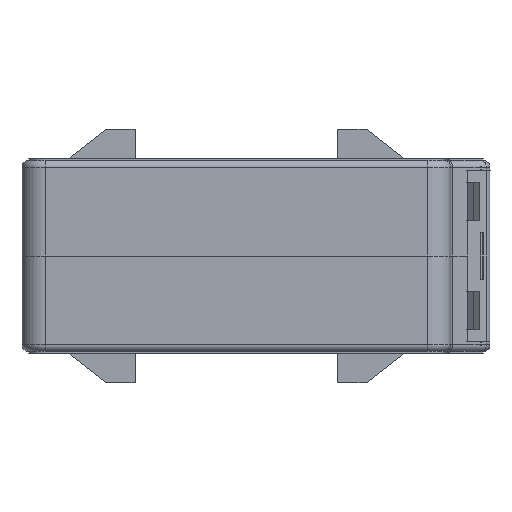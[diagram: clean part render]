
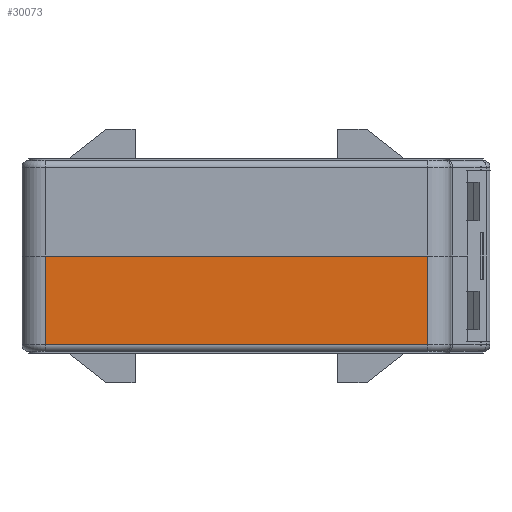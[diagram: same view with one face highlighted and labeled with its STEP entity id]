
A CAD part, front view. The second image highlights one B-rep face of the part: STEP entity #30073.
In plain terms, the highlighted planar face has unit normal (0, -1, 0).
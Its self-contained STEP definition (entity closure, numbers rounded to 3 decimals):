
#3501 = DIRECTION ( 'NONE',  ( 1., 0., 0. ) ) ;
#3962 = PLANE ( 'NONE',  #19090 ) ;
#5023 = VECTOR ( 'NONE', #3501, 1000. ) ;
#5715 = CARTESIAN_POINT ( 'NONE',  ( -57.5, -118.5, 2.2 ) ) ;
#7397 = DIRECTION ( 'NONE',  ( 0., 1., 0. ) ) ;
#11545 = EDGE_CURVE ( 'NONE', #38702, #42273, #28518, .T. ) ;
#11708 = EDGE_CURVE ( 'NONE', #42273, #36703, #22144, .T. ) ;
#12782 = ORIENTED_EDGE ( 'NONE', *, *, #45588, .F. ) ;
#15231 = CARTESIAN_POINT ( 'NONE',  ( 0., -118.5, 2.2 ) ) ;
#16230 = EDGE_CURVE ( 'NONE', #35151, #36703, #45213, .T. ) ;
#18787 = CARTESIAN_POINT ( 'NONE',  ( 57.5, -118.5, 2.2 ) ) ;
#19090 = AXIS2_PLACEMENT_3D ( 'NONE', #15231, #7397, #37528 ) ;
#20363 = VECTOR ( 'NONE', #41540, 1000. ) ;
#21422 = LINE ( 'NONE', #43200, #26310 ) ;
#22144 = LINE ( 'NONE', #32680, #5023 ) ;
#23555 = ORIENTED_EDGE ( 'NONE', *, *, #16230, .F. ) ;
#25180 = CARTESIAN_POINT ( 'NONE',  ( 57.5, -118.5, 2. ) ) ;
#25352 = ORIENTED_EDGE ( 'NONE', *, *, #11708, .T. ) ;
#26310 = VECTOR ( 'NONE', #28773, 1000. ) ;
#26963 = EDGE_LOOP ( 'NONE', ( #31725, #25352, #23555, #12782 ) ) ;
#28518 = LINE ( 'NONE', #5715, #30961 ) ;
#28773 = DIRECTION ( 'NONE',  ( 1., 0., 0. ) ) ;
#30073 = ADVANCED_FACE ( 'NONE', ( #32894 ), #3962, .F. ) ;
#30961 = VECTOR ( 'NONE', #31949, 1000. ) ;
#31725 = ORIENTED_EDGE ( 'NONE', *, *, #11545, .T. ) ;
#31949 = DIRECTION ( 'NONE',  ( 0., 0., -1. ) ) ;
#32680 = CARTESIAN_POINT ( 'NONE',  ( 0., -118.5, 2. ) ) ;
#32894 = FACE_OUTER_BOUND ( 'NONE', #26963, .T. ) ;
#34811 = CARTESIAN_POINT ( 'NONE',  ( -57.5, -118.5, 2. ) ) ;
#35151 = VERTEX_POINT ( 'NONE', #39901 ) ;
#36703 = VERTEX_POINT ( 'NONE', #25180 ) ;
#37528 = DIRECTION ( 'NONE',  ( 0., 0., 1. ) ) ;
#38702 = VERTEX_POINT ( 'NONE', #42817 ) ;
#39901 = CARTESIAN_POINT ( 'NONE',  ( 57.5, -118.5, 28.7 ) ) ;
#41540 = DIRECTION ( 'NONE',  ( 0., 0., -1. ) ) ;
#42273 = VERTEX_POINT ( 'NONE', #34811 ) ;
#42817 = CARTESIAN_POINT ( 'NONE',  ( -57.5, -118.5, 28.7 ) ) ;
#43200 = CARTESIAN_POINT ( 'NONE',  ( 0., -118.5, 28.7 ) ) ;
#45213 = LINE ( 'NONE', #18787, #20363 ) ;
#45588 = EDGE_CURVE ( 'NONE', #38702, #35151, #21422, .T. ) ;
